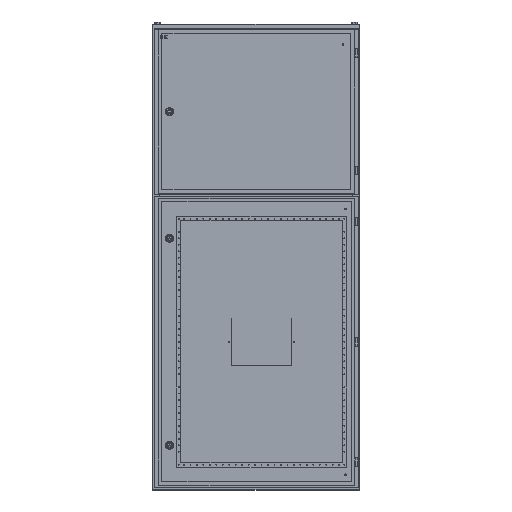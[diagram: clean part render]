
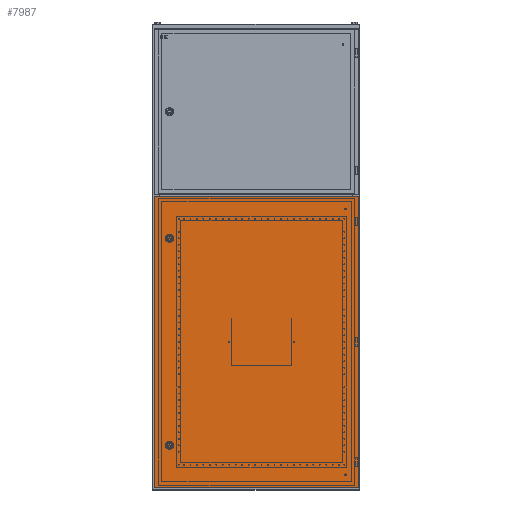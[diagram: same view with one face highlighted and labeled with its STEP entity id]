
A CAD part, top view. The second image highlights one B-rep face of the part: STEP entity #7987.
In plain terms, the highlighted planar face has unit normal (0, 0, 1).
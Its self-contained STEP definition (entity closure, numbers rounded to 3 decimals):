
#2524 = EDGE_CURVE ( 'NONE', #80435, #50161, #48188, .T. ) ;
#6118 = EDGE_CURVE ( 'NONE', #25667, #98383, #25869, .T. ) ;
#7987 = ADVANCED_FACE ( 'NONE', ( #24503, #73148, #59601 ), #86124, .T. ) ;
#10436 = EDGE_CURVE ( 'NONE', #67011, #25706, #90145, .T. ) ;
#11554 = CARTESIAN_POINT ( 'NONE',  ( 60., -400., 0. ) ) ;
#13308 = CARTESIAN_POINT ( 'NONE',  ( 0., 563.5, 0. ) ) ;
#14129 = DIRECTION ( 'NONE',  ( -1., 0., 0. ) ) ;
#15526 = CARTESIAN_POINT ( 'NONE',  ( 58.5, -400., 0. ) ) ;
#15653 = EDGE_LOOP ( 'NONE', ( #61806, #74192 ) ) ;
#15933 = EDGE_CURVE ( 'NONE', #25706, #67011, #76014, .T. ) ;
#18937 = CARTESIAN_POINT ( 'NONE',  ( 790.5, -563.5, 0. ) ) ;
#20402 = CARTESIAN_POINT ( 'NONE',  ( 60., -400., 0. ) ) ;
#24204 = CARTESIAN_POINT ( 'NONE',  ( 0., 563.5, 0. ) ) ;
#24503 = FACE_BOUND ( 'NONE', #15653, .T. ) ;
#25008 = ORIENTED_EDGE ( 'NONE', *, *, #43631, .T. ) ;
#25667 = VERTEX_POINT ( 'NONE', #74227 ) ;
#25706 = VERTEX_POINT ( 'NONE', #55436 ) ;
#25869 = LINE ( 'NONE', #13308, #83900 ) ;
#27437 = DIRECTION ( 'NONE',  ( 0., 1., 0. ) ) ;
#27933 = VECTOR ( 'NONE', #27437, 1000. ) ;
#28022 = EDGE_LOOP ( 'NONE', ( #79774, #25008, #36173, #34938 ) ) ;
#30896 = CIRCLE ( 'NONE', #46753, 1.5 ) ;
#31241 = EDGE_CURVE ( 'NONE', #53155, #76002, #30896, .T. ) ;
#32159 = ORIENTED_EDGE ( 'NONE', *, *, #106928, .F. ) ;
#32270 = CIRCLE ( 'NONE', #65490, 1.5 ) ;
#33197 = AXIS2_PLACEMENT_3D ( 'NONE', #11554, #55792, #14129 ) ;
#34938 = ORIENTED_EDGE ( 'NONE', *, *, #46476, .T. ) ;
#35255 = CARTESIAN_POINT ( 'NONE',  ( 0., 0., 0. ) ) ;
#36173 = ORIENTED_EDGE ( 'NONE', *, *, #2524, .T. ) ;
#37400 = AXIS2_PLACEMENT_3D ( 'NONE', #35255, #112258, #43556 ) ;
#43556 = DIRECTION ( 'NONE',  ( 1., 0., 0. ) ) ;
#43631 = EDGE_CURVE ( 'NONE', #98383, #80435, #102406, .T. ) ;
#46476 = EDGE_CURVE ( 'NONE', #50161, #25667, #100272, .T. ) ;
#46753 = AXIS2_PLACEMENT_3D ( 'NONE', #59296, #84944, #67931 ) ;
#48188 = LINE ( 'NONE', #78373, #27933 ) ;
#49173 = DIRECTION ( 'NONE',  ( -1., 0., 0. ) ) ;
#50161 = VERTEX_POINT ( 'NONE', #99531 ) ;
#53155 = VERTEX_POINT ( 'NONE', #95108 ) ;
#55166 = DIRECTION ( 'NONE',  ( -1., 0., 0. ) ) ;
#55436 = CARTESIAN_POINT ( 'NONE',  ( 61.5, -400., 0. ) ) ;
#55792 = DIRECTION ( 'NONE',  ( 0., 0., 1. ) ) ;
#56040 = EDGE_LOOP ( 'NONE', ( #32159, #102621 ) ) ;
#56244 = CARTESIAN_POINT ( 'NONE',  ( 0., -563.5, 0. ) ) ;
#59296 = CARTESIAN_POINT ( 'NONE',  ( 60., 400., 0. ) ) ;
#59601 = FACE_OUTER_BOUND ( 'NONE', #28022, .T. ) ;
#60926 = AXIS2_PLACEMENT_3D ( 'NONE', #20402, #81531, #55166 ) ;
#61806 = ORIENTED_EDGE ( 'NONE', *, *, #15933, .F. ) ;
#64761 = DIRECTION ( 'NONE',  ( 0., 0., 1. ) ) ;
#65490 = AXIS2_PLACEMENT_3D ( 'NONE', #106419, #64761, #108267 ) ;
#67011 = VERTEX_POINT ( 'NONE', #15526 ) ;
#67931 = DIRECTION ( 'NONE',  ( 1., 0., 0. ) ) ;
#73148 = FACE_BOUND ( 'NONE', #56040, .T. ) ;
#74192 = ORIENTED_EDGE ( 'NONE', *, *, #10436, .F. ) ;
#74227 = CARTESIAN_POINT ( 'NONE',  ( 0., 563.5, 0. ) ) ;
#76002 = VERTEX_POINT ( 'NONE', #85007 ) ;
#76014 = CIRCLE ( 'NONE', #33197, 1.5 ) ;
#78373 = CARTESIAN_POINT ( 'NONE',  ( 790.5, 563.5, 0. ) ) ;
#78951 = CARTESIAN_POINT ( 'NONE',  ( 0., -563.5, 0. ) ) ;
#79774 = ORIENTED_EDGE ( 'NONE', *, *, #6118, .T. ) ;
#80435 = VERTEX_POINT ( 'NONE', #18937 ) ;
#81531 = DIRECTION ( 'NONE',  ( 0., 0., 1. ) ) ;
#82779 = DIRECTION ( 'NONE',  ( 0., -1., 0. ) ) ;
#83900 = VECTOR ( 'NONE', #82779, 1000. ) ;
#84944 = DIRECTION ( 'NONE',  ( 0., 0., 1. ) ) ;
#85007 = CARTESIAN_POINT ( 'NONE',  ( 61.5, 400., 0. ) ) ;
#86124 = PLANE ( 'NONE',  #37400 ) ;
#90145 = CIRCLE ( 'NONE', #60926, 1.5 ) ;
#95108 = CARTESIAN_POINT ( 'NONE',  ( 58.5, 400., 0. ) ) ;
#96949 = VECTOR ( 'NONE', #112269, 1000. ) ;
#98383 = VERTEX_POINT ( 'NONE', #56244 ) ;
#99531 = CARTESIAN_POINT ( 'NONE',  ( 790.5, 563.5, 0. ) ) ;
#100272 = LINE ( 'NONE', #24204, #104287 ) ;
#102406 = LINE ( 'NONE', #78951, #96949 ) ;
#102621 = ORIENTED_EDGE ( 'NONE', *, *, #31241, .F. ) ;
#104287 = VECTOR ( 'NONE', #49173, 1000. ) ;
#106419 = CARTESIAN_POINT ( 'NONE',  ( 60., 400., 0. ) ) ;
#106928 = EDGE_CURVE ( 'NONE', #76002, #53155, #32270, .T. ) ;
#108267 = DIRECTION ( 'NONE',  ( 1., 0., 0. ) ) ;
#112258 = DIRECTION ( 'NONE',  ( 0., 0., 1. ) ) ;
#112269 = DIRECTION ( 'NONE',  ( 1., 0., 0. ) ) ;
